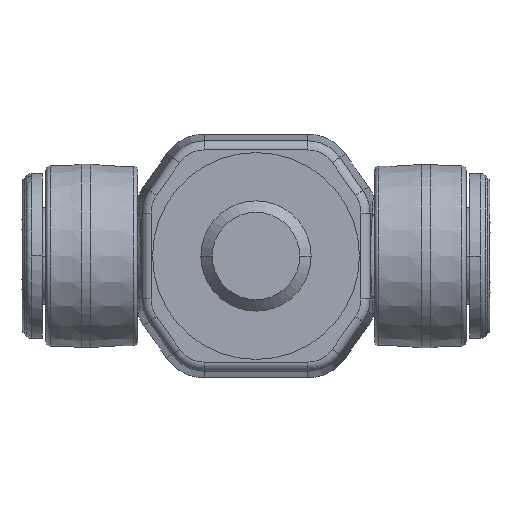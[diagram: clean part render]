
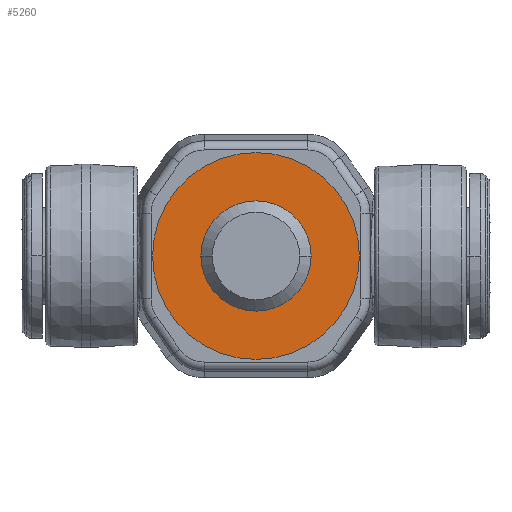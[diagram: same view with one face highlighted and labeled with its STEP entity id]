
A CAD part, front view. The second image highlights one B-rep face of the part: STEP entity #5260.
In plain terms, the highlighted face is planar.
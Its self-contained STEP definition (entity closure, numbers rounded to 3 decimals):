
#1797=CARTESIAN_POINT('',(0.,0.,-14.));
#1798=DIRECTION('',(0.,0.,-1.));
#1799=DIRECTION('',(1.,0.,0.));
#1800=AXIS2_PLACEMENT_3D('',#1797,#1798,#1799);
#1802=CARTESIAN_POINT('',(0.,0.,-14.));
#1803=DIRECTION('',(0.,0.,1.));
#1804=DIRECTION('',(1.,0.,0.));
#1805=AXIS2_PLACEMENT_3D('',#1802,#1803,#1804);
#1811=CARTESIAN_POINT('',(0.,0.,-14.));
#1812=DIRECTION('',(0.,0.,1.));
#1813=DIRECTION('',(1.,0.,0.));
#1814=AXIS2_PLACEMENT_3D('',#1811,#1812,#1813);
#1820=CARTESIAN_POINT('',(0.,0.,-14.));
#1821=DIRECTION('',(0.,0.,-1.));
#1822=DIRECTION('',(1.,0.,0.));
#1823=AXIS2_PLACEMENT_3D('',#1820,#1821,#1822);
#2138=CARTESIAN_POINT('',(45.,0.,-14.));
#2140=VERTEX_POINT('',#2138);
#2141=CARTESIAN_POINT('',(24.,0.,-14.));
#2143=VERTEX_POINT('',#2141);
#2150=CARTESIAN_POINT('',(-45.,0.,-14.));
#2152=VERTEX_POINT('',#2150);
#2153=CARTESIAN_POINT('',(-24.,0.,-14.));
#2155=VERTEX_POINT('',#2153);
#5245=CARTESIAN_POINT('',(0.,0.,-14.));
#5246=DIRECTION('',(0.,0.,-1.));
#5247=DIRECTION('',(1.,0.,0.));
#5248=AXIS2_PLACEMENT_3D('',#5245,#5246,#5247);
#5249=PLANE('12035',#5248);
#5250=ORIENTED_EDGE('12036',*,*,#5238,.F.);
#5251=ORIENTED_EDGE('12070',*,*,#5227,.T.);
#5252=EDGE_LOOP('12035',(#5250,#5251));
#5253=FACE_OUTER_BOUND('12035',#5252,.F.);
#5255=ORIENTED_EDGE('12072',*,*,#5254,.F.);
#5257=ORIENTED_EDGE('12038',*,*,#5256,.T.);
#5258=EDGE_LOOP('12035',(#5255,#5257));
#5259=FACE_BOUND('12035',#5258,.F.);
#1801=CIRCLE('12036',#1800,45.);
#1806=CIRCLE('12070',#1805,45.);
#1815=CIRCLE('12072',#1814,24.);
#1824=CIRCLE('12038',#1823,24.);
#5227=EDGE_CURVE('12070',#2140,#2152,#1806,.T.);
#5238=EDGE_CURVE('12036',#2140,#2152,#1801,.T.);
#5254=EDGE_CURVE('12072',#2143,#2155,#1815,.T.);
#5256=EDGE_CURVE('12038',#2143,#2155,#1824,.T.);
#5260=ADVANCED_FACE('12035',(#5253,#5259),#5249,.T.);
